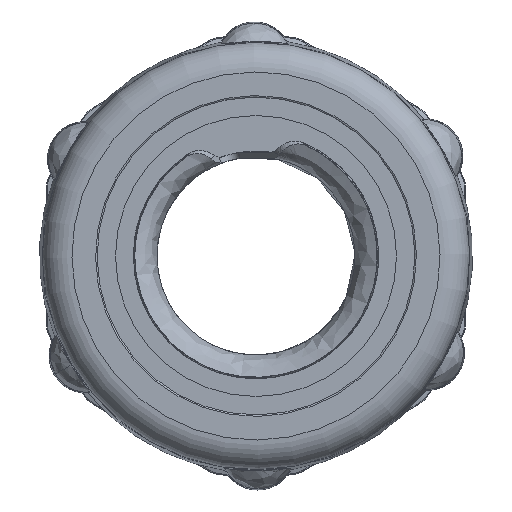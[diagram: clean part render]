
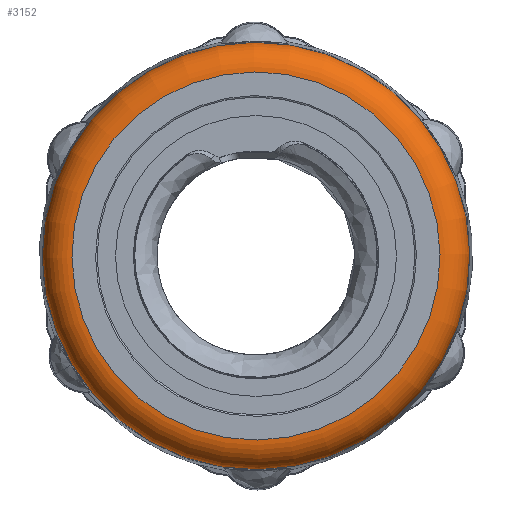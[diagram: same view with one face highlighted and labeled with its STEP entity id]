
A CAD part, front view. The second image highlights one B-rep face of the part: STEP entity #3152.
In plain terms, the highlighted toroidal (fillet/blend) face has major radius 12.45 mm and minor radius 2 mm.
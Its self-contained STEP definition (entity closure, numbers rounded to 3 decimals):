
#80=TOROIDAL_SURFACE('',#3398,12.45,2.);
#609=FACE_OUTER_BOUND('',#799,.T.);
#799=EDGE_LOOP('',(#2374,#2375,#2376,#2377,#2378));
#1145=CIRCLE('',#3372,12.45);
#1166=CIRCLE('',#3396,14.45);
#1167=CIRCLE('',#3397,14.45);
#1168=CIRCLE('',#3399,2.);
#1390=VERTEX_POINT('',#5716);
#1410=VERTEX_POINT('',#5760);
#1411=VERTEX_POINT('',#5761);
#1746=EDGE_CURVE('',#1390,#1390,#1145,.T.);
#1767=EDGE_CURVE('',#1410,#1411,#1166,.T.);
#1768=EDGE_CURVE('',#1411,#1410,#1167,.T.);
#1776=EDGE_CURVE('',#1390,#1410,#1168,.T.);
#2374=ORIENTED_EDGE('',*,*,#1746,.F.);
#2375=ORIENTED_EDGE('',*,*,#1776,.T.);
#2376=ORIENTED_EDGE('',*,*,#1767,.T.);
#2377=ORIENTED_EDGE('',*,*,#1768,.T.);
#2378=ORIENTED_EDGE('',*,*,#1776,.F.);
#3152=ADVANCED_FACE('',(#609),#80,.T.);
#3372=AXIS2_PLACEMENT_3D('',#5717,#3705,#3706);
#3396=AXIS2_PLACEMENT_3D('',#5762,#3753,#3754);
#3397=AXIS2_PLACEMENT_3D('',#5763,#3755,#3756);
#3398=AXIS2_PLACEMENT_3D('',#5777,#3764,#3765);
#3399=AXIS2_PLACEMENT_3D('',#5778,#3766,#3767);
#3705=DIRECTION('center_axis',(0.,-1.,0.));
#3706=DIRECTION('ref_axis',(-0.862,0.,-0.507));
#3753=DIRECTION('center_axis',(0.,-1.,0.));
#3754=DIRECTION('ref_axis',(-0.862,0.,-0.507));
#3755=DIRECTION('center_axis',(0.,-1.,0.));
#3756=DIRECTION('ref_axis',(-0.862,0.,-0.507));
#3764=DIRECTION('center_axis',(0.,-1.,0.));
#3765=DIRECTION('ref_axis',(-0.507,0.,0.862));
#3766=DIRECTION('center_axis',(0.862,0.,
0.507));
#3767=DIRECTION('ref_axis',(0.507,0.,-0.862));
#5716=CARTESIAN_POINT('',(6.317,-9.316,-10.729));
#5717=CARTESIAN_POINT('Origin',(0.,-9.316,
0.));
#5760=CARTESIAN_POINT('',(7.331,-7.353,-12.452));
#5761=CARTESIAN_POINT('',(-12.452,-7.353,-7.331));
#5762=CARTESIAN_POINT('Origin',(0.,-7.353,
0.));
#5763=CARTESIAN_POINT('Origin',(0.,-7.353,
0.));
#5777=CARTESIAN_POINT('Origin',(0.,-7.316,
0.));
#5778=CARTESIAN_POINT('Origin',(6.317,-7.316,-10.729));
